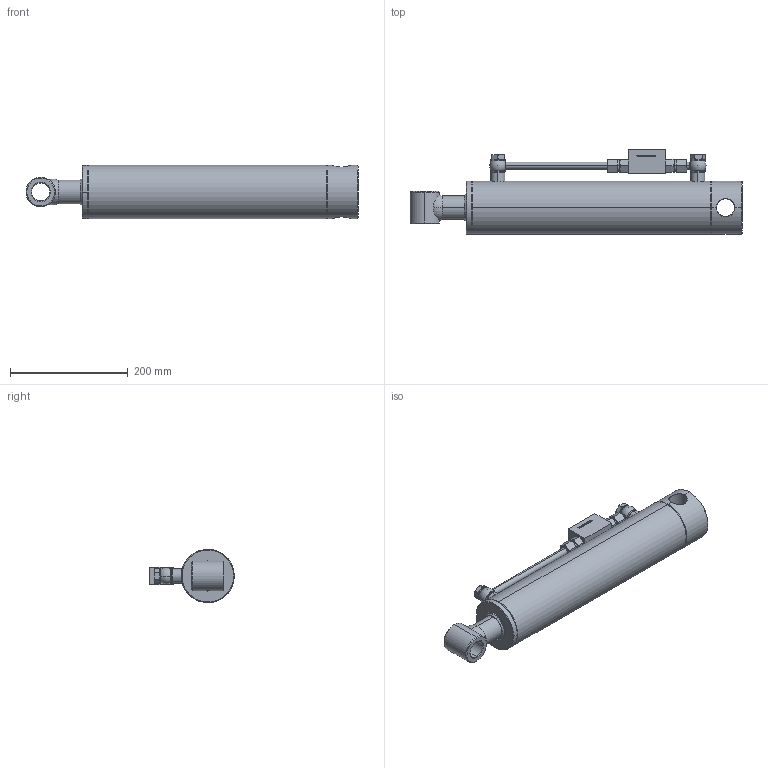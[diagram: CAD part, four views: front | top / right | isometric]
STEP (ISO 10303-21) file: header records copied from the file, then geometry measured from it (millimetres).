
FILE_DESCRIPTION (( 'STEP AP203' ), '1' );
FILE_NAME ('705.3.STEP', '2019-10-10T11:34:05', ( '' ), ( '' ), 'SwSTEP 2.0', 'SolidWorks 2014', '' );
FILE_SCHEMA (( 'CONFIG_CONTROL_DESIGN' ));
Length unit declared in the file: millimetre
Products named in the file (1): 705.3
Bounding box: 563 x 143.3 x 90 mm (x, y, z)
Surface area: 258377.1 mm2 (no closed solid volume)
Topology: 0 solids, 28 shells, 257 faces, 960 edges, 705 vertices
Faces by surface type: plane 96, cylinder 63, torus 55, cone 30, bspline 9, sphere 4
Entity records: 14781 total; most frequent: CARTESIAN_POINT 6948, DIRECTION 1525, ORIENTED_EDGE 1473, EDGE_CURVE 950, VERTEX_POINT 699, AXIS2_PLACEMENT_3D 541, LINE 443, VECTOR 443
